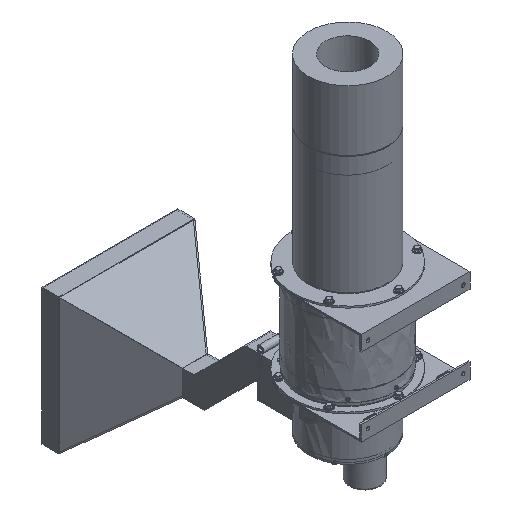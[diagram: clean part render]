
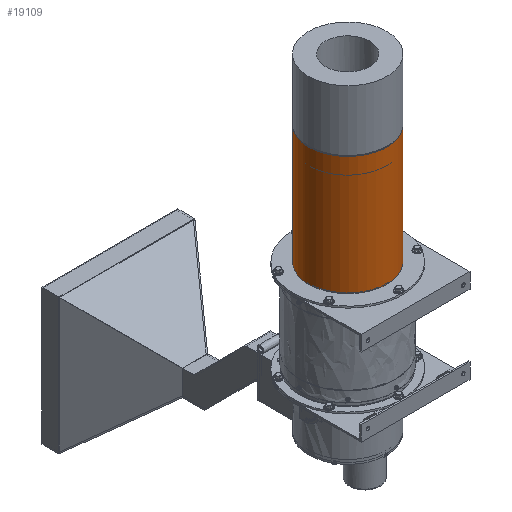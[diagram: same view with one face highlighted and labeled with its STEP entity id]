
A CAD part, isometric view. The second image highlights one B-rep face of the part: STEP entity #19109.
In plain terms, the highlighted free-form (B-spline) face has degree [2, 1] with [9, 2] control points.
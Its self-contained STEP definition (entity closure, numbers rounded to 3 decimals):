
#18910 = EDGE_CURVE('',#18911,#18911,#18913,.T.);
#18911 = VERTEX_POINT('',#18912);
#18912 = CARTESIAN_POINT('',(-167.162,0.,
    203.501));
#18913 = ( BOUNDED_CURVE() B_SPLINE_CURVE(2,(#18914,#18915,#18916,#18917
    ,#18918,#18919,#18920),.UNSPECIFIED.,.T.,.F.) 
B_SPLINE_CURVE_WITH_KNOTS((3,2,2,3),(3.142,5.236,
7.33,9.425),.PIECEWISE_BEZIER_KNOTS.) CURVE() 
GEOMETRIC_REPRESENTATION_ITEM() RATIONAL_B_SPLINE_CURVE((1.,0.5,1.,0.5,
1.,0.5,1.)) REPRESENTATION_ITEM('') );
#18914 = CARTESIAN_POINT('',(-167.162,0.,
    203.501));
#18915 = CARTESIAN_POINT('',(-167.162,-289.533,
    203.501));
#18916 = CARTESIAN_POINT('',(83.581,-144.766,
    203.501));
#18917 = CARTESIAN_POINT('',(334.324,0.,
    203.501));
#18918 = CARTESIAN_POINT('',(83.581,144.766,
    203.501));
#18919 = CARTESIAN_POINT('',(-167.162,289.533,
    203.501));
#18920 = CARTESIAN_POINT('',(-167.162,0.,
    203.501));
#19109 = ADVANCED_FACE('',(#19110),#19131,.T.);
#19110 = FACE_BOUND('',#19111,.T.);
#19111 = EDGE_LOOP('',(#19112,#19124,#19129,#19130));
#19112 = ORIENTED_EDGE('',*,*,#19113,.F.);
#19113 = EDGE_CURVE('',#19114,#19114,#19116,.T.);
#19114 = VERTEX_POINT('',#19115);
#19115 = CARTESIAN_POINT('',(-167.162,0.,
    712.255));
#19116 = ( BOUNDED_CURVE() B_SPLINE_CURVE(2,(#19117,#19118,#19119,#19120
    ,#19121,#19122,#19123),.UNSPECIFIED.,.T.,.F.) 
B_SPLINE_CURVE_WITH_KNOTS((3,2,2,3),(3.142,5.236,
7.33,9.425),.PIECEWISE_BEZIER_KNOTS.) CURVE() 
GEOMETRIC_REPRESENTATION_ITEM() RATIONAL_B_SPLINE_CURVE((1.,0.5,1.,0.5,
1.,0.5,1.)) REPRESENTATION_ITEM('') );
#19117 = CARTESIAN_POINT('',(-167.162,0.,
    712.255));
#19118 = CARTESIAN_POINT('',(-167.162,-289.533,
    712.255));
#19119 = CARTESIAN_POINT('',(83.581,-144.766,
    712.255));
#19120 = CARTESIAN_POINT('',(334.324,0.,
    712.255));
#19121 = CARTESIAN_POINT('',(83.581,144.766,
    712.255));
#19122 = CARTESIAN_POINT('',(-167.162,289.533,
    712.255));
#19123 = CARTESIAN_POINT('',(-167.162,0.,
    712.255));
#19124 = ORIENTED_EDGE('',*,*,#19125,.T.);
#19125 = EDGE_CURVE('',#19114,#18911,#19126,.T.);
#19126 = B_SPLINE_CURVE_WITH_KNOTS('',1,(#19127,#19128),.UNSPECIFIED.,
  .F.,.F.,(2,2),(-350.,0.),.PIECEWISE_BEZIER_KNOTS.);
#19127 = CARTESIAN_POINT('',(-167.162,0.,
    712.255));
#19128 = CARTESIAN_POINT('',(-167.162,0.,
    203.501));
#19129 = ORIENTED_EDGE('',*,*,#18910,.T.);
#19130 = ORIENTED_EDGE('',*,*,#19125,.F.);
#19131 = ( BOUNDED_SURFACE() B_SPLINE_SURFACE(2,1,(
    (#19132,#19133)
    ,(#19134,#19135)
    ,(#19136,#19137)
    ,(#19138,#19139)
    ,(#19140,#19141)
    ,(#19142,#19143)
    ,(#19144,#19145)
    ,(#19146,#19147)
    ,(#19148,#19149
)),.UNSPECIFIED.,.T.,.F.,.F.) B_SPLINE_SURFACE_WITH_KNOTS((3,2,2,2,3),(2
    ,2),(-3.142,-2.094,0.,2.094,3.142)
,(0.,350.),.UNSPECIFIED.) GEOMETRIC_REPRESENTATION_ITEM() 
RATIONAL_B_SPLINE_SURFACE((
    (0.75,0.75)
    ,(0.75,0.75)
    ,(1.,1.)
    ,(0.5,0.5)
    ,(1.,1.)
    ,(0.5,0.5)
    ,(1.,1.)
    ,(0.75,0.75)
,(0.75,0.75))) REPRESENTATION_ITEM('') SURFACE() );
#19132 = CARTESIAN_POINT('',(-167.162,0.,
    203.501));
#19133 = CARTESIAN_POINT('',(-167.162,0.,
    712.255));
#19134 = CARTESIAN_POINT('',(-167.162,-96.511,
    203.501));
#19135 = CARTESIAN_POINT('',(-167.162,-96.511,
    712.255));
#19136 = CARTESIAN_POINT('',(-83.581,-144.766,
    203.501));
#19137 = CARTESIAN_POINT('',(-83.581,-144.766,
    712.255));
#19138 = CARTESIAN_POINT('',(167.162,-289.533,
    203.501));
#19139 = CARTESIAN_POINT('',(167.162,-289.533,
    712.255));
#19140 = CARTESIAN_POINT('',(167.162,0.,
    203.501));
#19141 = CARTESIAN_POINT('',(167.162,0.,
    712.255));
#19142 = CARTESIAN_POINT('',(167.162,289.533,
    203.501));
#19143 = CARTESIAN_POINT('',(167.162,289.533,
    712.255));
#19144 = CARTESIAN_POINT('',(-83.581,144.766,
    203.501));
#19145 = CARTESIAN_POINT('',(-83.581,144.766,
    712.255));
#19146 = CARTESIAN_POINT('',(-167.162,96.511,
    203.501));
#19147 = CARTESIAN_POINT('',(-167.162,96.511,
    712.255));
#19148 = CARTESIAN_POINT('',(-167.162,0.,
    203.501));
#19149 = CARTESIAN_POINT('',(-167.162,0.,
    712.255));
